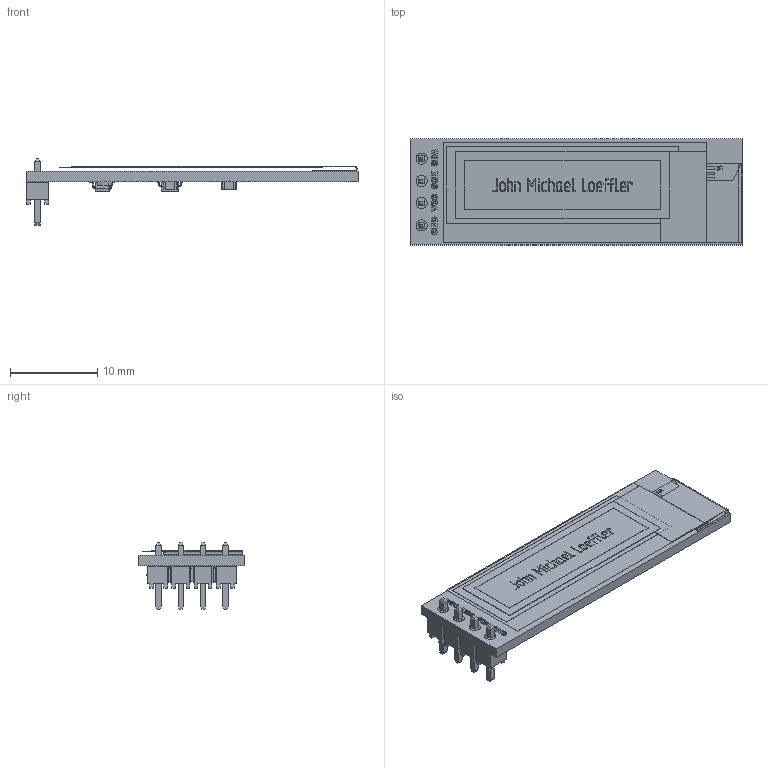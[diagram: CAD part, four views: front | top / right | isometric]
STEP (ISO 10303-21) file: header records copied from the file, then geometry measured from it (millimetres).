
FILE_DESCRIPTION(/* description */ ('STEP AP242','CAx-IF Rec.Pracs.---Representation and Presentation of Product Manufacturing Information (PMI)---4.0---2014-10-13','CAx-IF Rec.Pracs.---3D Tessellated Geometry---0.4---2014-09-14','2;1'),/* implementation_level */ '2;1');
FILE_NAME(/* name */ '67638ea7f8cfce4610631c11',/* time_stamp */ '2024-12-19T03:10:33Z',/* author */ (''),/* organization */ (''),/* preprocessor_version */ 'ST-DEVELOPER v20',/* originating_system */ 'ONSHAPE BY PTC INC, 1.191',/* authorisation */ ' ');
FILE_SCHEMA (('AP242_MANAGED_MODEL_BASED_3D_ENGINEERING_MIM_LF { 1 0 10303 442 1 1 4 }'));
Products named in the file (22): Assembly 1; 0603 Resistor_2; 0.91in OLED - Folded Flush - Without Glass; 0603 Capacitor; 0603 Capacitor_5; 0603 Capacitor_8; SOT23-3; 0603 Resistor_4; 0603 Capacitor_6; TSW-104-06-T-S_body; 0603 Capacitor_4; 0603 Capacitor_2; 0603 Capacitor_7; Diode (SOD-323); 0603 Resistor_1; 0603 Resistor_3; 0603 Resistor; T-1S6-18-TSW-1-06-4-S; 0603 Capacitor_1; 0.91in oled Module - Board; 0603 Capacitor_3
Assembly tree (21 placements, depth 2):
  Assembly 1
    0603 Resistor_2
    0.91in OLED - Folded Flush - Without Glass
    0603 Capacitor
    0603 Capacitor_5
    0603 Capacitor_8
    SOT23-3
    0603 Resistor_4
    0603 Capacitor_6
    TSW-104-06-T-S_body
    0603 Capacitor_4
    0603 Capacitor_2
    0603 Capacitor_7
    0.91in OLED - Folded Flush - Without Glass
    Diode (SOD-323)
    0603 Resistor_1
    0603 Resistor_3
    0603 Resistor
    T-1S6-18-TSW-1-06-4-S
    0603 Capacitor_1
    0.91in oled Module - Board
    0603 Capacitor_3
Bounding box: 37.95 x 12.12 x 7.62 mm (x, y, z)
Volume: 659.5 mm3; surface area: 2146.9 mm2
Topology: 21 solids, 41 shells, 1719 faces, 4241 edges, 2796 vertices
Faces by surface type: plane 1469, bspline 132, cylinder 118
Full cylindrical faces by diameter (mm): 0.635 x4, 1.27 x4
Entity records: 56975 total; most frequent: CARTESIAN_POINT 13900, ORIENTED_EDGE 8380, DIRECTION 7092, EDGE_CURVE 4190, LINE 3614, VECTOR 3614, VERTEX_POINT 2792, EDGE_LOOP 1986
